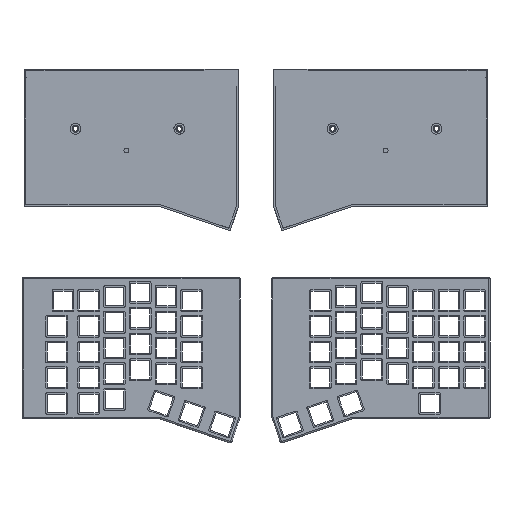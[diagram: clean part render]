
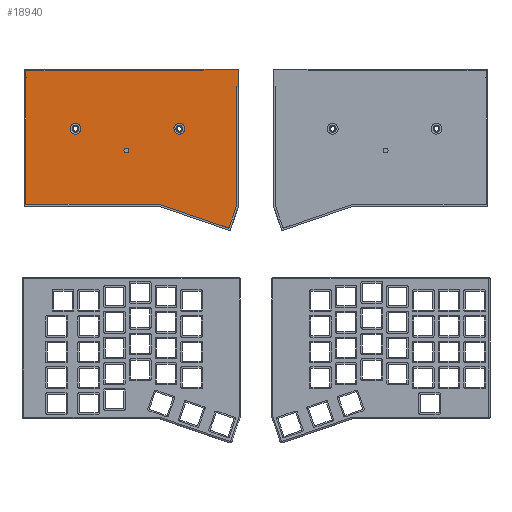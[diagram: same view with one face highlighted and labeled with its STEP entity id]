
A CAD part, top view. The second image highlights one B-rep face of the part: STEP entity #18940.
In plain terms, the highlighted planar face has unit normal (0, 0, 1).
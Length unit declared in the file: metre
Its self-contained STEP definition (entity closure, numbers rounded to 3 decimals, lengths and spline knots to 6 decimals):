
#406=ELLIPSE('',#20575,0.004001,0.003999);
#407=ELLIPSE('',#20598,0.00175,0.00175);
#408=ELLIPSE('',#20600,0.004001,0.003999);
#2340=LINE('',#31136,#4337);
#2343=LINE('',#31142,#4340);
#2345=LINE('',#31146,#4342);
#2349=LINE('',#31164,#4346);
#2351=LINE('',#31168,#4348);
#2353=LINE('',#31171,#4350);
#2354=LINE('',#31173,#4351);
#2356=LINE('',#31177,#4353);
#2358=LINE('',#31181,#4355);
#2360=LINE('',#31185,#4357);
#2362=LINE('',#31189,#4359);
#2364=LINE('',#31193,#4361);
#4337=VECTOR('',#25673,1.);
#4340=VECTOR('',#25678,1.);
#4342=VECTOR('',#25682,1.);
#4346=VECTOR('',#25692,1.);
#4348=VECTOR('',#25696,1.);
#4350=VECTOR('',#25698,1.);
#4351=VECTOR('',#25701,1.);
#4353=VECTOR('',#25705,1.);
#4355=VECTOR('',#25709,1.);
#4357=VECTOR('',#25713,1.);
#4359=VECTOR('',#25717,1.);
#4361=VECTOR('',#25721,1.);
#9477=ORIENTED_EDGE('',*,*,#12243,.F.);
#9478=ORIENTED_EDGE('',*,*,#12194,.F.);
#9479=ORIENTED_EDGE('',*,*,#12242,.F.);
#9480=ORIENTED_EDGE('',*,*,#12241,.F.);
#9481=ORIENTED_EDGE('',*,*,#12239,.T.);
#9482=ORIENTED_EDGE('',*,*,#12237,.F.);
#9483=ORIENTED_EDGE('',*,*,#12235,.F.);
#9484=ORIENTED_EDGE('',*,*,#12233,.T.);
#9485=ORIENTED_EDGE('',*,*,#12231,.F.);
#9486=ORIENTED_EDGE('',*,*,#12228,.F.);
#9487=ORIENTED_EDGE('',*,*,#12226,.T.);
#9488=ORIENTED_EDGE('',*,*,#12224,.T.);
#9489=ORIENTED_EDGE('',*,*,#12230,.F.);
#9490=ORIENTED_EDGE('',*,*,#12220,.T.);
#9491=ORIENTED_EDGE('',*,*,#12218,.T.);
#9492=ORIENTED_EDGE('',*,*,#12215,.T.);
#12194=EDGE_CURVE('',#14012,#14012,#406,.T.);
#12215=EDGE_CURVE('',#14028,#14029,#2340,.T.);
#12218=EDGE_CURVE('',#14030,#14028,#2343,.T.);
#12220=EDGE_CURVE('',#14031,#14030,#2345,.T.);
#12224=EDGE_CURVE('',#14033,#14032,#14689,.T.);
#12226=EDGE_CURVE('',#14034,#14033,#2349,.T.);
#12228=EDGE_CURVE('',#14034,#14035,#2351,.T.);
#12230=EDGE_CURVE('',#14031,#14032,#2353,.T.);
#12231=EDGE_CURVE('',#14035,#14036,#2354,.T.);
#12233=EDGE_CURVE('',#14037,#14036,#2356,.T.);
#12235=EDGE_CURVE('',#14037,#14038,#2358,.T.);
#12237=EDGE_CURVE('',#14038,#14039,#2360,.T.);
#12239=EDGE_CURVE('',#14040,#14039,#2362,.T.);
#12241=EDGE_CURVE('',#14040,#14029,#2364,.T.);
#12242=EDGE_CURVE('',#14041,#14041,#407,.T.);
#12243=EDGE_CURVE('',#14042,#14042,#408,.T.);
#14012=VERTEX_POINT('',#31092);
#14028=VERTEX_POINT('',#31137);
#14029=VERTEX_POINT('',#31138);
#14030=VERTEX_POINT('',#31143);
#14031=VERTEX_POINT('',#31147);
#14032=VERTEX_POINT('',#31159);
#14033=VERTEX_POINT('',#31161);
#14034=VERTEX_POINT('',#31165);
#14035=VERTEX_POINT('',#31169);
#14036=VERTEX_POINT('',#31174);
#14037=VERTEX_POINT('',#31178);
#14038=VERTEX_POINT('',#31182);
#14039=VERTEX_POINT('',#31186);
#14040=VERTEX_POINT('',#31190);
#14041=VERTEX_POINT('',#31196);
#14042=VERTEX_POINT('',#31199);
#14689=CIRCLE('',#20588,0.0055);
#15891=EDGE_LOOP('',(#9477));
#15892=EDGE_LOOP('',(#9478));
#15893=EDGE_LOOP('',(#9479));
#15894=EDGE_LOOP('',(#9480,#9481,#9482,#9483,#9484,#9485,#9486,#9487,#9488,
#9489,#9490,#9491,#9492));
#17196=FACE_BOUND('',#15891,.T.);
#17197=FACE_BOUND('',#15892,.T.);
#17198=FACE_BOUND('',#15893,.T.);
#17199=FACE_BOUND('',#15894,.T.);
#17955=PLANE('',#20599);
#18940=ADVANCED_FACE('',(#17196,#17197,#17198,#17199),#17955,.T.);
#20575=AXIS2_PLACEMENT_3D('',#31091,#25634,#25635);
#20588=AXIS2_PLACEMENT_3D('',#31160,#25687,#25688);
#20598=AXIS2_PLACEMENT_3D('',#31195,#25724,#25725);
#20599=AXIS2_PLACEMENT_3D('',#31197,#25726,#25727);
#20600=AXIS2_PLACEMENT_3D('',#31198,#25728,#25729);
#25634=DIRECTION('',(0.,0.,1.));
#25635=DIRECTION('',(1.,0.,0.));
#25673=DIRECTION('',(0.324,0.946,0.));
#25678=DIRECTION('',(0.946,-0.324,0.));
#25682=DIRECTION('',(1.,0.,0.));
#25687=DIRECTION('',(0.,0.,1.));
#25688=DIRECTION('',(1.,0.,0.));
#25692=DIRECTION('',(1.,0.,0.));
#25696=DIRECTION('',(0.,1.,0.));
#25698=DIRECTION('',(0.,1.,0.));
#25701=DIRECTION('',(1.,0.,0.));
#25705=DIRECTION('',(0.,-1.,0.));
#25709=DIRECTION('',(1.,0.,0.));
#25713=DIRECTION('',(0.,-1.,0.));
#25717=DIRECTION('',(1.,0.,0.));
#25721=DIRECTION('',(0.,-1.,0.));
#25724=DIRECTION('',(0.,0.,1.));
#25725=DIRECTION('',(1.,0.,0.));
#25726=DIRECTION('',(0.,0.,1.));
#25727=DIRECTION('',(1.,0.,0.));
#25728=DIRECTION('',(0.,0.,1.));
#25729=DIRECTION('',(1.,0.,0.));
#31091=CARTESIAN_POINT('',(-0.056728,0.171285,0.0012));
#31092=CARTESIAN_POINT('',(-0.052728,0.171285,0.0012));
#31136=CARTESIAN_POINT('',(-0.016176,0.108588,0.0012));
#31137=CARTESIAN_POINT('',(-0.01993,0.097639,0.0012));
#31138=CARTESIAN_POINT('',(-0.014205,0.114335,0.0012));
#31142=CARTESIAN_POINT('',(-0.048338,0.107379,0.0012));
#31143=CARTESIAN_POINT('',(-0.071543,0.115335,0.0012));
#31146=CARTESIAN_POINT('',(-0.118162,0.115335,0.0012));
#31147=CARTESIAN_POINT('',(-0.17028,0.115335,0.0012));
#31159=CARTESIAN_POINT('',(-0.17028,0.208685,0.0012));
#31160=CARTESIAN_POINT('',(-0.16478,0.208685,0.0012));
#31161=CARTESIAN_POINT('',(-0.170257,0.209185,0.0012));
#31164=CARTESIAN_POINT('',(-0.170269,0.209185,0.0012));
#31165=CARTESIAN_POINT('',(-0.17028,0.209185,0.0012));
#31168=CARTESIAN_POINT('',(-0.17028,0.211685,0.0012));
#31169=CARTESIAN_POINT('',(-0.17028,0.214185,0.0012));
#31171=CARTESIAN_POINT('',(-0.17028,0.126585,0.0012));
#31173=CARTESIAN_POINT('',(-0.101643,0.214185,0.0012));
#31174=CARTESIAN_POINT('',(-0.038505,0.214185,0.0012));
#31177=CARTESIAN_POINT('',(-0.038505,0.214835,0.0012));
#31178=CARTESIAN_POINT('',(-0.038505,0.215485,0.0012));
#31181=CARTESIAN_POINT('',(-0.016205,0.215485,0.0012));
#31182=CARTESIAN_POINT('',(-0.012905,0.215485,0.0012));
#31185=CARTESIAN_POINT('',(-0.012905,0.208935,0.0012));
#31186=CARTESIAN_POINT('',(-0.012905,0.202385,0.0012));
#31189=CARTESIAN_POINT('',(-0.013555,0.202385,0.0012));
#31190=CARTESIAN_POINT('',(-0.014205,0.202385,0.0012));
#31193=CARTESIAN_POINT('',(-0.014205,0.15836,0.0012));
#31195=CARTESIAN_POINT('',(-0.095905,0.155235,0.0012));
#31196=CARTESIAN_POINT('',(-0.094155,0.155235,0.0012));
#31197=CARTESIAN_POINT('',(-0.089569,0.112023,0.0012));
#31198=CARTESIAN_POINT('',(-0.133578,0.171285,0.0012));
#31199=CARTESIAN_POINT('',(-0.129578,0.171285,0.0012));
